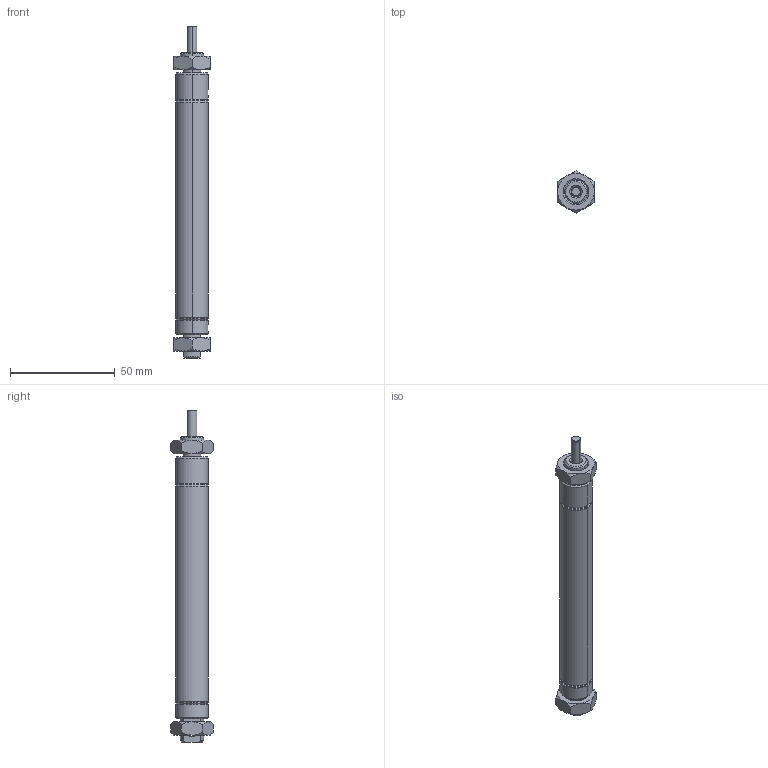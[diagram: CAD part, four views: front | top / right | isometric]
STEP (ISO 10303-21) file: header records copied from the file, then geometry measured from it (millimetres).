
FILE_DESCRIPTION (( 'STEP AP214' ), '1' );
FILE_NAME ('A09030DD-M.step', '2017-04-04T21:11:33', ( '' ), ( '' ), 'SwSTEP 2.0', 'SolidWorks 2017', '' );
FILE_SCHEMA (( 'AUTOMOTIVE_DESIGN' ));
Length unit declared in the file: inch
Products named in the file (4): A09030DD-M_Mounting Nut_D-154; A09030DD-M-Rod; A09030DD-M-MainBody; A09030DD-M
Assembly tree (4 placements, depth 2):
  A09030DD-M
    A09030DD-M-MainBody
    A09030DD-M-Rod
    A09030DD-M_Mounting Nut_D-154  x2
Bounding box: 17.53 x 20.24 x 158.75 mm (x, y, z)
Volume: 17004.5 mm3; surface area: 16930.5 mm2
Topology: 4 solids, 4 shells, 151 faces, 331 edges, 198 vertices
Faces by surface type: cone 63, cylinder 46, plane 36, torus 6
Entity records: 4007 total; most frequent: CARTESIAN_POINT 1061, DIRECTION 621, ORIENTED_EDGE 546, EDGE_CURVE 273, AXIS2_PLACEMENT_3D 264, VERTEX_POINT 166, EDGE_LOOP 145, CIRCLE 132
